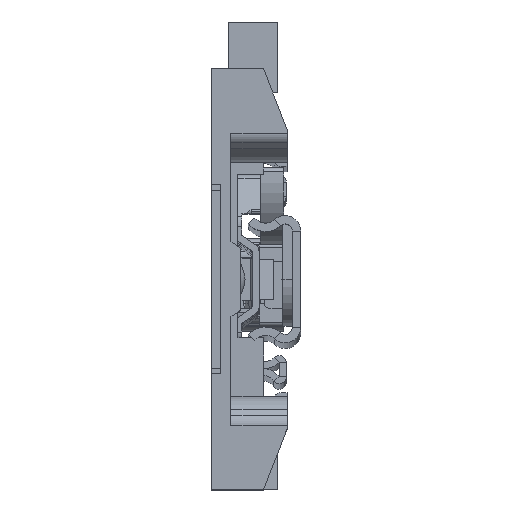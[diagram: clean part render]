
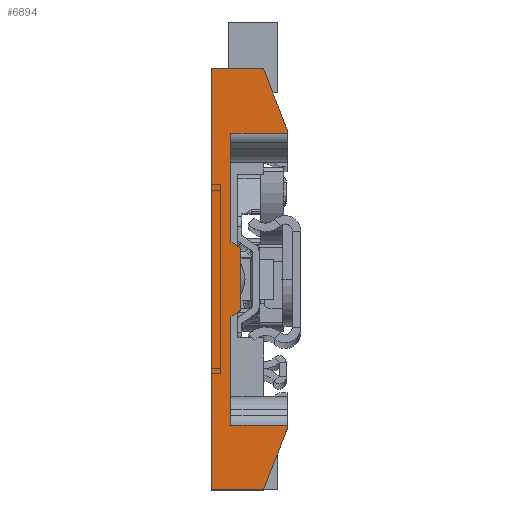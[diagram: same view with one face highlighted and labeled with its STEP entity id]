
A CAD part, top view. The second image highlights one B-rep face of the part: STEP entity #6894.
In plain terms, the highlighted face is planar.
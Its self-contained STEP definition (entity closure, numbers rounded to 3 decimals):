
#79 = ORIENTED_EDGE ( 'NONE', *, *, #27438, .T. ) ;
#232 = CARTESIAN_POINT ( 'NONE',  ( 58., 4.2, -30. ) ) ;
#1163 = VERTEX_POINT ( 'NONE', #31743 ) ;
#1677 = CARTESIAN_POINT ( 'NONE',  ( 95., 0., -30. ) ) ;
#1821 = VECTOR ( 'NONE', #24220, 1000. ) ;
#2531 = CARTESIAN_POINT ( 'NONE',  ( 18.757, 11.1, -30. ) ) ;
#2636 = LINE ( 'NONE', #30895, #15057 ) ;
#2843 = DIRECTION ( 'NONE',  ( 0., 0., -1. ) ) ;
#3131 = VECTOR ( 'NONE', #29290, 1000. ) ;
#3618 = DIRECTION ( 'NONE',  ( 1., 0., 0. ) ) ;
#3822 = CARTESIAN_POINT ( 'NONE',  ( 5., 0., -30. ) ) ;
#3995 = DIRECTION ( 'NONE',  ( 0.932, 0.362, 0. ) ) ;
#4015 = VECTOR ( 'NONE', #3618, 1000. ) ;
#4089 = VECTOR ( 'NONE', #28200, 1000. ) ;
#4232 = VERTEX_POINT ( 'NONE', #14373 ) ;
#5022 = CARTESIAN_POINT ( 'NONE',  ( 81.243, 4.2, -30. ) ) ;
#5272 = EDGE_CURVE ( 'NONE', #4232, #22687, #22601, .T. ) ;
#5683 = ORIENTED_EDGE ( 'NONE', *, *, #33552, .T. ) ;
#5840 = VECTOR ( 'NONE', #27816, 1000. ) ;
#5930 = LINE ( 'NONE', #17967, #10477 ) ;
#6432 = VECTOR ( 'NONE', #12417, 1000. ) ;
#6678 = CARTESIAN_POINT ( 'NONE',  ( 18.757, 4.2, -30. ) ) ;
#6894 = ADVANCED_FACE ( 'NONE', ( #30937 ), #19400, .T. ) ;
#7150 = LINE ( 'NONE', #31878, #3131 ) ;
#9111 = CARTESIAN_POINT ( 'NONE',  ( 42., 4.2, -30. ) ) ;
#9158 = DIRECTION ( 'NONE',  ( 0., -1., 0. ) ) ;
#9241 = CARTESIAN_POINT ( 'NONE',  ( 82., 16.2, -30. ) ) ;
#9451 = EDGE_CURVE ( 'NONE', #1163, #32293, #17395, .T. ) ;
#9988 = CARTESIAN_POINT ( 'NONE',  ( 56.6, 6.2, -30. ) ) ;
#10109 = CARTESIAN_POINT ( 'NONE',  ( 73., 4.2, -30. ) ) ;
#10340 = VECTOR ( 'NONE', #9158, 1000. ) ;
#10477 = VECTOR ( 'NONE', #3995, 1000. ) ;
#10760 = EDGE_CURVE ( 'NONE', #22687, #31769, #17751, .T. ) ;
#11231 = CARTESIAN_POINT ( 'NONE',  ( 73., 11.1, -30. ) ) ;
#11485 = ORIENTED_EDGE ( 'NONE', *, *, #24761, .T. ) ;
#12071 = LINE ( 'NONE', #29522, #6432 ) ;
#12118 = CARTESIAN_POINT ( 'NONE',  ( 95., 11.1, -30. ) ) ;
#12259 = VECTOR ( 'NONE', #12919, 1000. ) ;
#12417 = DIRECTION ( 'NONE',  ( 1., 0., 0. ) ) ;
#12891 = CARTESIAN_POINT ( 'NONE',  ( 5., 11.1, -30. ) ) ;
#12919 = DIRECTION ( 'NONE',  ( 0.932, -0.362, 0. ) ) ;
#13648 = ORIENTED_EDGE ( 'NONE', *, *, #31977, .T. ) ;
#13682 = LINE ( 'NONE', #9988, #27232 ) ;
#14373 = CARTESIAN_POINT ( 'NONE',  ( 18.757, 16.2, -30. ) ) ;
#15057 = VECTOR ( 'NONE', #22720, 1000. ) ;
#15522 = EDGE_CURVE ( 'NONE', #31769, #34760, #7150, .T. ) ;
#16369 = CARTESIAN_POINT ( 'NONE',  ( 95., 11.144, -30. ) ) ;
#17395 = LINE ( 'NONE', #23510, #19539 ) ;
#17646 = CARTESIAN_POINT ( 'NONE',  ( 43.4, 6.2, -30. ) ) ;
#17751 = LINE ( 'NONE', #29097, #4015 ) ;
#17959 = ORIENTED_EDGE ( 'NONE', *, *, #10760, .T. ) ;
#17967 = CARTESIAN_POINT ( 'NONE',  ( 5., 11.144, -30. ) ) ;
#18627 = ORIENTED_EDGE ( 'NONE', *, *, #5272, .T. ) ;
#18688 = ORIENTED_EDGE ( 'NONE', *, *, #15522, .T. ) ;
#18723 = ORIENTED_EDGE ( 'NONE', *, *, #30808, .T. ) ;
#19400 = PLANE ( 'NONE',  #35661 ) ;
#19539 = VECTOR ( 'NONE', #25561, 1000. ) ;
#19625 = CARTESIAN_POINT ( 'NONE',  ( 0., 0., -30. ) ) ;
#21634 = LINE ( 'NONE', #12891, #1821 ) ;
#21852 = ORIENTED_EDGE ( 'NONE', *, *, #22721, .T. ) ;
#22419 = CARTESIAN_POINT ( 'NONE',  ( 18., 16.2, -30. ) ) ;
#22601 = LINE ( 'NONE', #2531, #25182 ) ;
#22687 = VERTEX_POINT ( 'NONE', #6678 ) ;
#22720 = DIRECTION ( 'NONE',  ( 1., 0., 0. ) ) ;
#22721 = EDGE_CURVE ( 'NONE', #34760, #36141, #2636, .T. ) ;
#22945 = VERTEX_POINT ( 'NONE', #30803 ) ;
#23158 = EDGE_LOOP ( 'NONE', ( #30422, #79, #28746, #11485, #5683, #30034, #18627, #17959, #18688, #21852, #18723, #32474, #13648, #32124 ) ) ;
#23510 = CARTESIAN_POINT ( 'NONE',  ( 0., 16.2, -30. ) ) ;
#23611 = EDGE_CURVE ( 'NONE', #33053, #24132, #32043, .T. ) ;
#24132 = VERTEX_POINT ( 'NONE', #5022 ) ;
#24185 = VERTEX_POINT ( 'NONE', #1677 ) ;
#24217 = DIRECTION ( 'NONE',  ( 1., 0., 0. ) ) ;
#24220 = DIRECTION ( 'NONE',  ( 0., 1., 0. ) ) ;
#24482 = DIRECTION ( 'NONE',  ( 0.574, -0.819, 0. ) ) ;
#24640 = LINE ( 'NONE', #30395, #12259 ) ;
#24761 = EDGE_CURVE ( 'NONE', #32259, #22945, #21634, .T. ) ;
#25182 = VECTOR ( 'NONE', #25219, 1000. ) ;
#25219 = DIRECTION ( 'NONE',  ( 0., -1., 0. ) ) ;
#25328 = VERTEX_POINT ( 'NONE', #16369 ) ;
#25561 = DIRECTION ( 'NONE',  ( 1., 0., 0. ) ) ;
#25789 = LINE ( 'NONE', #19625, #4089 ) ;
#27232 = VECTOR ( 'NONE', #24482, 1000. ) ;
#27438 = EDGE_CURVE ( 'NONE', #25328, #24185, #34791, .T. ) ;
#27816 = DIRECTION ( 'NONE',  ( 0., 1., 0. ) ) ;
#28200 = DIRECTION ( 'NONE',  ( 1., 0., 0. ) ) ;
#28746 = ORIENTED_EDGE ( 'NONE', *, *, #32161, .F. ) ;
#29097 = CARTESIAN_POINT ( 'NONE',  ( 73., 4.2, -30. ) ) ;
#29290 = DIRECTION ( 'NONE',  ( 0.574, 0.819, 0. ) ) ;
#29522 = CARTESIAN_POINT ( 'NONE',  ( 0., 16.2, -30. ) ) ;
#30034 = ORIENTED_EDGE ( 'NONE', *, *, #31889, .T. ) ;
#30243 = LINE ( 'NONE', #33411, #5840 ) ;
#30395 = CARTESIAN_POINT ( 'NONE',  ( 82., 16.2, -30. ) ) ;
#30422 = ORIENTED_EDGE ( 'NONE', *, *, #33632, .T. ) ;
#30803 = CARTESIAN_POINT ( 'NONE',  ( 5., 11.144, -30. ) ) ;
#30808 = EDGE_CURVE ( 'NONE', #36141, #33053, #13682, .T. ) ;
#30895 = CARTESIAN_POINT ( 'NONE',  ( 73., 6.2, -30. ) ) ;
#30937 = FACE_OUTER_BOUND ( 'NONE', #23158, .T. ) ;
#31496 = DIRECTION ( 'NONE',  ( -1., 0., 0. ) ) ;
#31743 = CARTESIAN_POINT ( 'NONE',  ( 81.243, 16.2, -30. ) ) ;
#31769 = VERTEX_POINT ( 'NONE', #9111 ) ;
#31878 = CARTESIAN_POINT ( 'NONE',  ( 42., 4.2, -30. ) ) ;
#31889 = EDGE_CURVE ( 'NONE', #32088, #4232, #12071, .T. ) ;
#31977 = EDGE_CURVE ( 'NONE', #24132, #1163, #30243, .T. ) ;
#32043 = LINE ( 'NONE', #10109, #32733 ) ;
#32088 = VERTEX_POINT ( 'NONE', #22419 ) ;
#32124 = ORIENTED_EDGE ( 'NONE', *, *, #9451, .T. ) ;
#32161 = EDGE_CURVE ( 'NONE', #32259, #24185, #25789, .T. ) ;
#32259 = VERTEX_POINT ( 'NONE', #3822 ) ;
#32293 = VERTEX_POINT ( 'NONE', #9241 ) ;
#32474 = ORIENTED_EDGE ( 'NONE', *, *, #23611, .T. ) ;
#32733 = VECTOR ( 'NONE', #24217, 1000. ) ;
#33053 = VERTEX_POINT ( 'NONE', #232 ) ;
#33411 = CARTESIAN_POINT ( 'NONE',  ( 81.243, 11.1, -30. ) ) ;
#33552 = EDGE_CURVE ( 'NONE', #22945, #32088, #5930, .T. ) ;
#33632 = EDGE_CURVE ( 'NONE', #32293, #25328, #24640, .T. ) ;
#34760 = VERTEX_POINT ( 'NONE', #17646 ) ;
#34791 = LINE ( 'NONE', #12118, #10340 ) ;
#35661 = AXIS2_PLACEMENT_3D ( 'NONE', #11231, #2843, #31496 ) ;
#36141 = VERTEX_POINT ( 'NONE', #36580 ) ;
#36580 = CARTESIAN_POINT ( 'NONE',  ( 56.6, 6.2, -30. ) ) ;
